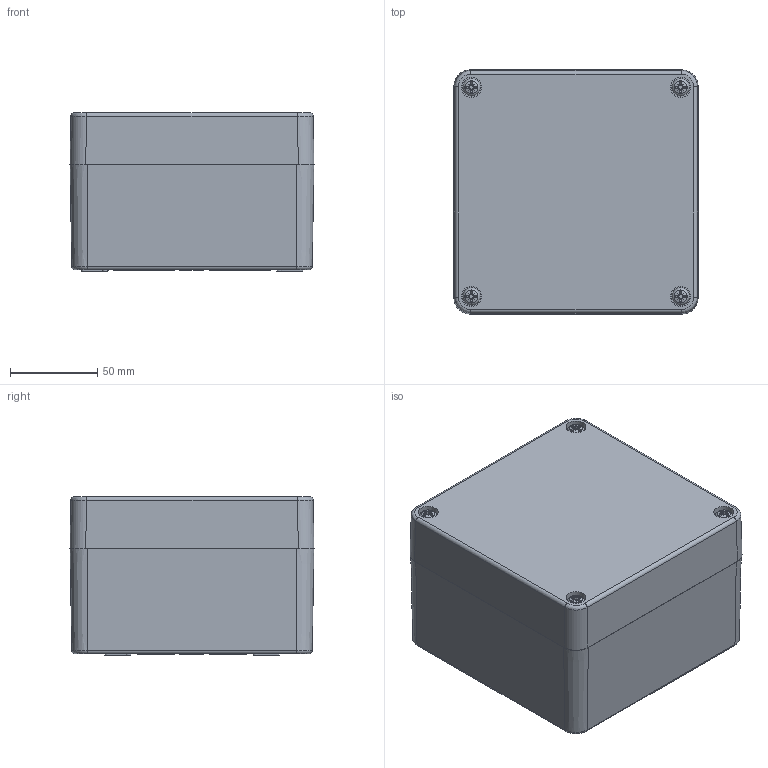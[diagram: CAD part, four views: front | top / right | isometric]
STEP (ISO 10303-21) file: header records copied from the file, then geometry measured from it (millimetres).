
FILE_DESCRIPTION((''),'2;1');
FILE_NAME('0101104500-MBA_141490_VE.stp','2014-10-20T09:43:47',('robin.rentz'),(''),'Autodesk Inventor 2012','Autodesk Inventor 2012','');
FILE_SCHEMA(('CONFIG_CONTROL_DESIGN'));
Length unit declared in the file: millimetre
Products named in the file (5): 0101104500-MBA_141490_VE; 0100104502-UT_141490_ab neuem Werkzeug_VE; 0100104501-OT-für-141490_VE; xxx-O-Ring-MBA_141490; Schraube BM 6x35/10
Assembly tree (7 placements, depth 2):
  0101104500-MBA_141490_VE
    0100104502-UT_141490_ab neuem Werkzeug_VE
    0100104501-OT-für-141490_VE
    xxx-O-Ring-MBA_141490
    Schraube BM 6x35/10  x4
Bounding box: 140 x 140 x 91 mm (x, y, z)
Volume: 490628.8 mm3; surface area: 195577.8 mm2
Topology: 7 solids, 7 shells, 1484 faces, 3771 edges, 2400 vertices
Faces by surface type: plane 625, bspline 473, cylinder 214, cone 115, torus 44, sphere 13
Full cylindrical faces by diameter (mm): 4.917 x11, 5 x4, 5.2 x4, 6 x4, 7.2 x4, 7.5 x4, 8 x8, 10 x8, 10.5 x4, 11.5 x4, 12 x1
Entity records: 62027 total; most frequent: CARTESIAN_POINT 32314, ORIENTED_EDGE 6668, DIRECTION 4836, EDGE_CURVE 3334, VERTEX_POINT 2176, VECTOR 1886, LINE 1886, EDGE_LOOP 1576
